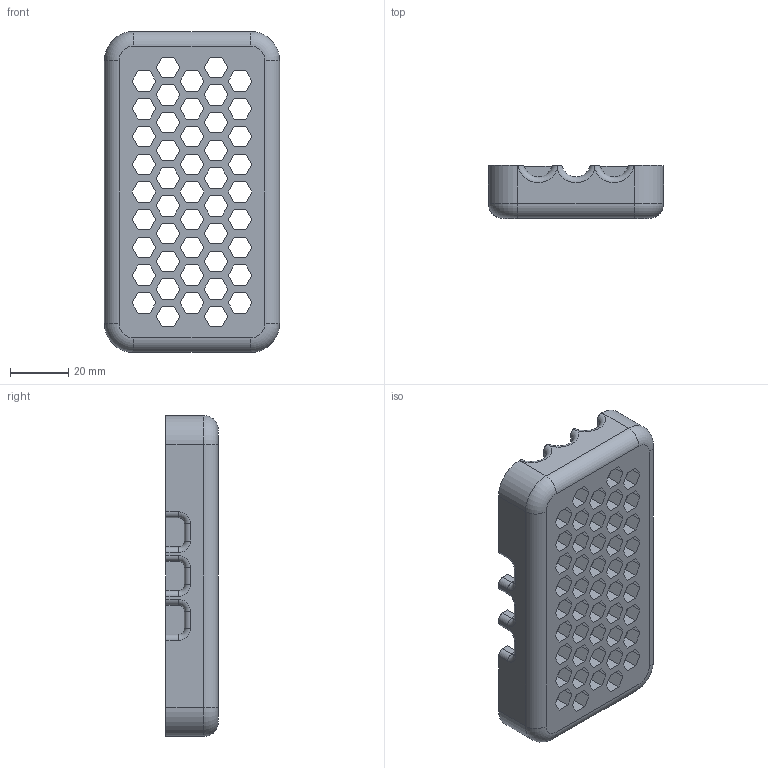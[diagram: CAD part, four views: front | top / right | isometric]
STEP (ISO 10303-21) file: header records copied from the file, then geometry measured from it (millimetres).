
FILE_DESCRIPTION (( 'STEP AP214' ), '1' );
FILE_NAME ('Base.STEP', '2025-03-13T10:12:25', ( '' ), ( '' ), 'SwSTEP 2.0', 'SolidWorks 2024', '' );
FILE_SCHEMA (( 'AUTOMOTIVE_DESIGN' ));
Length unit declared in the file: millimetre
Products named in the file (1): Base
Bounding box: 60 x 18 x 110 mm (x, y, z)
Volume: 40726.4 mm3; surface area: 22761.5 mm2
Topology: 1 solids, 1 shells, 411 faces, 1203 edges, 778 vertices
Faces by surface type: plane 331, cylinder 57, torus 23
Entity records: 13655 total; most frequent: CARTESIAN_POINT 2485, ORIENTED_EDGE 2406, DIRECTION 2154, EDGE_CURVE 1203, LINE 1048, VECTOR 1048, VERTEX_POINT 778, AXIS2_PLACEMENT_3D 553
